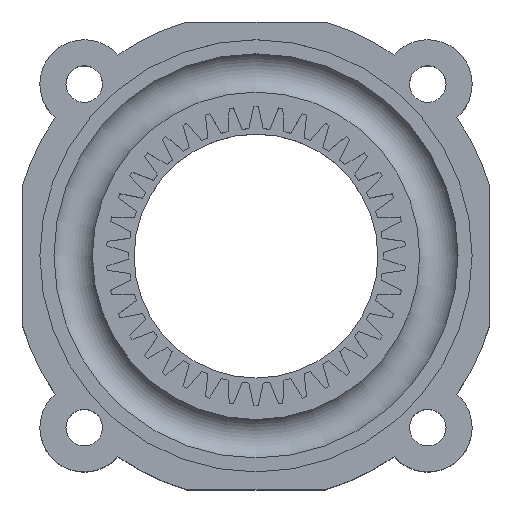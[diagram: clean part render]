
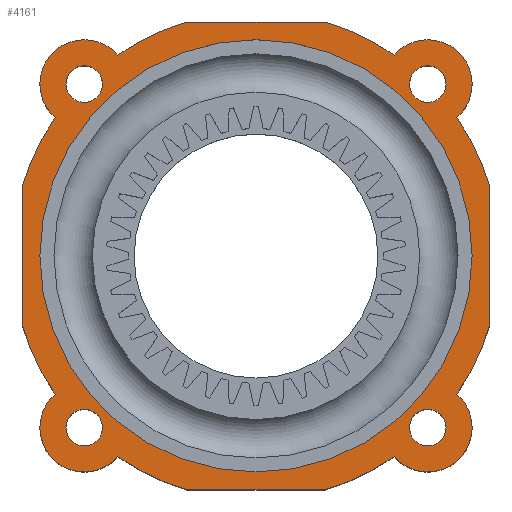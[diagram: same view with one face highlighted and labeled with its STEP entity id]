
A CAD part, top view. The second image highlights one B-rep face of the part: STEP entity #4161.
In plain terms, the highlighted planar face has unit normal (0, 0, 1).
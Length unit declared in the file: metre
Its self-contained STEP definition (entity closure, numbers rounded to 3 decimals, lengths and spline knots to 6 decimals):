
#17=PLANE('',#4430);
#144=LINE('',#6088,#586);
#154=LINE('',#6133,#596);
#158=LINE('',#6181,#600);
#159=LINE('',#6182,#601);
#586=VECTOR('',#4817,1.);
#596=VECTOR('',#4865,1.);
#600=VECTOR('',#4923,1.);
#601=VECTOR('',#4924,1.);
#1090=ORIENTED_EDGE('',*,*,#2348,.T.);
#1091=ORIENTED_EDGE('',*,*,#2339,.F.);
#1092=ORIENTED_EDGE('',*,*,#2341,.F.);
#1093=ORIENTED_EDGE('',*,*,#2343,.F.);
#1094=ORIENTED_EDGE('',*,*,#2345,.F.);
#1095=ORIENTED_EDGE('',*,*,#2336,.F.);
#1096=ORIENTED_EDGE('',*,*,#2333,.F.);
#1097=ORIENTED_EDGE('',*,*,#2328,.F.);
#1098=ORIENTED_EDGE('',*,*,#2323,.F.);
#1099=ORIENTED_EDGE('',*,*,#2317,.F.);
#1100=ORIENTED_EDGE('',*,*,#2310,.F.);
#1101=ORIENTED_EDGE('',*,*,#2349,.F.);
#1102=ORIENTED_EDGE('',*,*,#2301,.F.);
#1103=ORIENTED_EDGE('',*,*,#2298,.F.);
#1104=ORIENTED_EDGE('',*,*,#2294,.F.);
#1105=ORIENTED_EDGE('',*,*,#2306,.F.);
#1106=ORIENTED_EDGE('',*,*,#2307,.F.);
#1107=ORIENTED_EDGE('',*,*,#2314,.F.);
#1108=ORIENTED_EDGE('',*,*,#2320,.F.);
#1109=ORIENTED_EDGE('',*,*,#2350,.F.);
#1110=ORIENTED_EDGE('',*,*,#2329,.F.);
#2294=EDGE_CURVE('',#2930,#2931,#3360,.T.);
#2298=EDGE_CURVE('',#2931,#2934,#3362,.T.);
#2301=EDGE_CURVE('',#2934,#2936,#3364,.T.);
#2306=EDGE_CURVE('',#2939,#2930,#144,.T.);
#2307=EDGE_CURVE('',#2940,#2939,#3366,.T.);
#2310=EDGE_CURVE('',#2942,#2943,#3368,.T.);
#2314=EDGE_CURVE('',#2946,#2940,#3370,.T.);
#2317=EDGE_CURVE('',#2943,#2948,#3372,.T.);
#2320=EDGE_CURVE('',#2950,#2946,#3374,.T.);
#2323=EDGE_CURVE('',#2948,#2952,#3376,.T.);
#2328=EDGE_CURVE('',#2952,#2954,#154,.T.);
#2329=EDGE_CURVE('',#2956,#2957,#3378,.T.);
#2333=EDGE_CURVE('',#2954,#2960,#3380,.T.);
#2336=EDGE_CURVE('',#2960,#2956,#3382,.T.);
#2339=EDGE_CURVE('',#2963,#2963,#3385,.T.);
#2341=EDGE_CURVE('',#2965,#2965,#3387,.T.);
#2343=EDGE_CURVE('',#2967,#2967,#3389,.T.);
#2345=EDGE_CURVE('',#2969,#2969,#3391,.T.);
#2348=EDGE_CURVE('',#2972,#2972,#3394,.T.);
#2349=EDGE_CURVE('',#2936,#2942,#158,.T.);
#2350=EDGE_CURVE('',#2957,#2950,#159,.T.);
#2930=VERTEX_POINT('',#6064);
#2931=VERTEX_POINT('',#6065);
#2934=VERTEX_POINT('',#6073);
#2936=VERTEX_POINT('',#6079);
#2939=VERTEX_POINT('',#6087);
#2940=VERTEX_POINT('',#6091);
#2942=VERTEX_POINT('',#6097);
#2943=VERTEX_POINT('',#6098);
#2946=VERTEX_POINT('',#6106);
#2948=VERTEX_POINT('',#6112);
#2950=VERTEX_POINT('',#6118);
#2952=VERTEX_POINT('',#6124);
#2954=VERTEX_POINT('',#6130);
#2956=VERTEX_POINT('',#6136);
#2957=VERTEX_POINT('',#6137);
#2960=VERTEX_POINT('',#6145);
#2963=VERTEX_POINT('',#6156);
#2965=VERTEX_POINT('',#6161);
#2967=VERTEX_POINT('',#6166);
#2969=VERTEX_POINT('',#6171);
#2972=VERTEX_POINT('',#6179);
#3360=CIRCLE('',#4376,0.022);
#3362=CIRCLE('',#4379,0.004);
#3364=CIRCLE('',#4382,0.022);
#3366=CIRCLE('',#4386,0.022);
#3368=CIRCLE('',#4389,0.022);
#3370=CIRCLE('',#4392,0.004);
#3372=CIRCLE('',#4395,0.004);
#3374=CIRCLE('',#4398,0.022);
#3376=CIRCLE('',#4401,0.022);
#3378=CIRCLE('',#4405,0.022);
#3380=CIRCLE('',#4408,0.022);
#3382=CIRCLE('',#4411,0.004);
#3385=CIRCLE('',#4415,0.00165);
#3387=CIRCLE('',#4418,0.00165);
#3389=CIRCLE('',#4421,0.00165);
#3391=CIRCLE('',#4424,0.00165);
#3394=CIRCLE('',#4429,0.0195);
#3579=EDGE_LOOP('',(#1090));
#3580=EDGE_LOOP('',(#1091));
#3581=EDGE_LOOP('',(#1092));
#3582=EDGE_LOOP('',(#1093));
#3583=EDGE_LOOP('',(#1094));
#3584=EDGE_LOOP('',(#1095,#1096,#1097,#1098,#1099,#1100,#1101,#1102,#1103,
#1104,#1105,#1106,#1107,#1108,#1109,#1110));
#3825=FACE_BOUND('',#3579,.T.);
#3826=FACE_BOUND('',#3580,.T.);
#3827=FACE_BOUND('',#3581,.T.);
#3828=FACE_BOUND('',#3582,.T.);
#3829=FACE_BOUND('',#3583,.T.);
#3830=FACE_BOUND('',#3584,.T.);
#4161=ADVANCED_FACE('',(#3825,#3826,#3827,#3828,#3829,#3830),#17,.T.);
#4376=AXIS2_PLACEMENT_3D('',#6063,#4793,#4794);
#4379=AXIS2_PLACEMENT_3D('',#6072,#4801,#4802);
#4382=AXIS2_PLACEMENT_3D('',#6078,#4808,#4809);
#4386=AXIS2_PLACEMENT_3D('',#6090,#4820,#4821);
#4389=AXIS2_PLACEMENT_3D('',#6096,#4827,#4828);
#4392=AXIS2_PLACEMENT_3D('',#6105,#4835,#4836);
#4395=AXIS2_PLACEMENT_3D('',#6111,#4842,#4843);
#4398=AXIS2_PLACEMENT_3D('',#6117,#4849,#4850);
#4401=AXIS2_PLACEMENT_3D('',#6123,#4856,#4857);
#4405=AXIS2_PLACEMENT_3D('',#6135,#4868,#4869);
#4408=AXIS2_PLACEMENT_3D('',#6144,#4876,#4877);
#4411=AXIS2_PLACEMENT_3D('',#6150,#4883,#4884);
#4415=AXIS2_PLACEMENT_3D('',#6155,#4891,#4892);
#4418=AXIS2_PLACEMENT_3D('',#6160,#4897,#4898);
#4421=AXIS2_PLACEMENT_3D('',#6165,#4903,#4904);
#4424=AXIS2_PLACEMENT_3D('',#6170,#4909,#4910);
#4429=AXIS2_PLACEMENT_3D('',#6178,#4919,#4920);
#4430=AXIS2_PLACEMENT_3D('',#6180,#4921,#4922);
#4793=DIRECTION('',(0.,0.,-1.));
#4794=DIRECTION('',(-1.,0.,0.));
#4801=DIRECTION('',(0.,0.,-1.));
#4802=DIRECTION('',(-1.,0.,0.));
#4808=DIRECTION('',(0.,0.,-1.));
#4809=DIRECTION('',(-1.,0.,0.));
#4817=DIRECTION('',(-1.,0.,0.));
#4820=DIRECTION('',(0.,0.,-1.));
#4821=DIRECTION('',(-1.,0.,0.));
#4827=DIRECTION('',(0.,0.,-1.));
#4828=DIRECTION('',(-1.,0.,0.));
#4835=DIRECTION('',(0.,0.,-1.));
#4836=DIRECTION('',(-1.,0.,0.));
#4842=DIRECTION('',(0.,0.,-1.));
#4843=DIRECTION('',(-1.,0.,0.));
#4849=DIRECTION('',(0.,0.,-1.));
#4850=DIRECTION('',(-1.,0.,0.));
#4856=DIRECTION('',(0.,0.,-1.));
#4857=DIRECTION('',(-1.,0.,0.));
#4865=DIRECTION('',(1.,0.,0.));
#4868=DIRECTION('',(0.,0.,-1.));
#4869=DIRECTION('',(-1.,0.,0.));
#4876=DIRECTION('',(0.,0.,-1.));
#4877=DIRECTION('',(-1.,0.,0.));
#4883=DIRECTION('',(0.,0.,-1.));
#4884=DIRECTION('',(-1.,0.,0.));
#4891=DIRECTION('',(0.,0.,1.));
#4892=DIRECTION('',(-1.,0.,0.));
#4897=DIRECTION('',(0.,0.,1.));
#4898=DIRECTION('',(-1.,0.,0.));
#4903=DIRECTION('',(0.,0.,1.));
#4904=DIRECTION('',(-1.,0.,0.));
#4909=DIRECTION('',(0.,0.,1.));
#4910=DIRECTION('',(-1.,0.,0.));
#4919=DIRECTION('',(0.,0.,-1.));
#4920=DIRECTION('',(1.,0.,0.));
#4921=DIRECTION('',(0.,0.,1.));
#4922=DIRECTION('',(1.,0.,0.));
#4923=DIRECTION('',(0.,1.,0.));
#4924=DIRECTION('',(0.,-1.,0.));
#6063=CARTESIAN_POINT('',(0.,0.,0.0055));
#6064=CARTESIAN_POINT('',(-0.006228,-0.0211,0.0055));
#6065=CARTESIAN_POINT('',(-0.012477,-0.01812,0.0055));
#6072=CARTESIAN_POINT('',(-0.0155,-0.0155,0.0055));
#6073=CARTESIAN_POINT('',(-0.01812,-0.012477,0.0055));
#6078=CARTESIAN_POINT('',(0.,0.,0.0055));
#6079=CARTESIAN_POINT('',(-0.0211,-0.006228,0.0055));
#6087=CARTESIAN_POINT('',(0.006228,-0.0211,0.0055));
#6088=CARTESIAN_POINT('',(-0.02055,-0.0211,0.0055));
#6090=CARTESIAN_POINT('',(0.,0.,0.0055));
#6091=CARTESIAN_POINT('',(0.012477,-0.01812,0.0055));
#6096=CARTESIAN_POINT('',(0.,0.,0.0055));
#6097=CARTESIAN_POINT('',(-0.0211,0.006228,0.0055));
#6098=CARTESIAN_POINT('',(-0.01812,0.012477,0.0055));
#6105=CARTESIAN_POINT('',(0.0155,-0.0155,0.0055));
#6106=CARTESIAN_POINT('',(0.01812,-0.012477,0.0055));
#6111=CARTESIAN_POINT('',(-0.0155,0.0155,0.0055));
#6112=CARTESIAN_POINT('',(-0.012477,0.01812,0.0055));
#6117=CARTESIAN_POINT('',(0.,0.,0.0055));
#6118=CARTESIAN_POINT('',(0.0211,-0.006228,0.0055));
#6123=CARTESIAN_POINT('',(0.,0.,0.0055));
#6124=CARTESIAN_POINT('',(-0.006228,0.0211,0.0055));
#6130=CARTESIAN_POINT('',(0.006228,0.0211,0.0055));
#6133=CARTESIAN_POINT('',(0.00055,0.0211,0.0055));
#6135=CARTESIAN_POINT('',(0.,0.,0.0055));
#6136=CARTESIAN_POINT('',(0.01812,0.012477,0.0055));
#6137=CARTESIAN_POINT('',(0.0211,0.006228,0.0055));
#6144=CARTESIAN_POINT('',(0.,0.,0.0055));
#6145=CARTESIAN_POINT('',(0.012477,0.01812,0.0055));
#6150=CARTESIAN_POINT('',(0.0155,0.0155,0.0055));
#6155=CARTESIAN_POINT('',(0.0155,-0.0155,0.0055));
#6156=CARTESIAN_POINT('',(0.01385,-0.0155,0.0055));
#6160=CARTESIAN_POINT('',(-0.0155,0.0155,0.0055));
#6161=CARTESIAN_POINT('',(-0.01715,0.0155,0.0055));
#6165=CARTESIAN_POINT('',(0.0155,0.0155,0.0055));
#6166=CARTESIAN_POINT('',(0.01385,0.0155,0.0055));
#6170=CARTESIAN_POINT('',(-0.0155,-0.0155,0.0055));
#6171=CARTESIAN_POINT('',(-0.01715,-0.0155,0.0055));
#6178=CARTESIAN_POINT('',(0.,0.,0.0055));
#6179=CARTESIAN_POINT('',(0.0195,0.,0.0055));
#6180=CARTESIAN_POINT('',(-0.020436,0.,0.0055));
#6181=CARTESIAN_POINT('',(-0.0211,0.01055,0.0055));
#6182=CARTESIAN_POINT('',(0.0211,-0.01055,0.0055));
